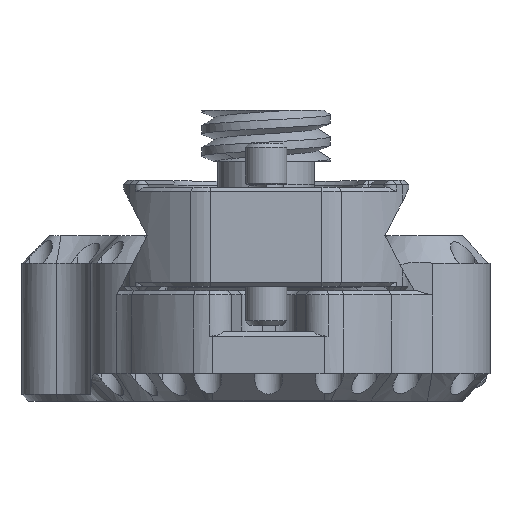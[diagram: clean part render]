
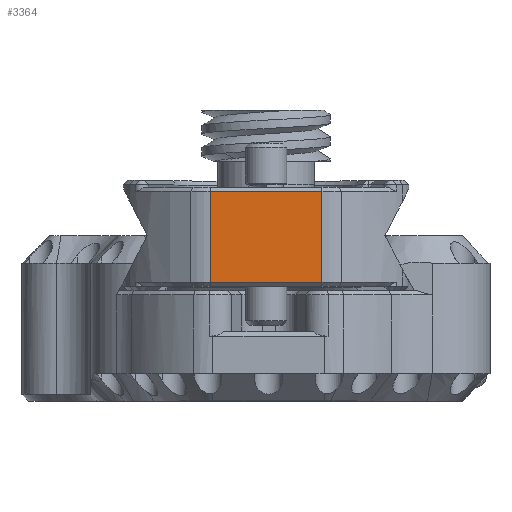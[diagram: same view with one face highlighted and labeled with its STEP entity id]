
A CAD part, top view. The second image highlights one B-rep face of the part: STEP entity #3364.
In plain terms, the highlighted planar face has unit normal (0, 0, 1).
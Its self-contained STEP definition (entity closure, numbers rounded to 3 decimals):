
#2164=FACE_OUTER_BOUND('',#8188,.T.);
#3364=ADVANCED_FACE('',(#2164),#4403,.F.);
#4403=PLANE('',#23188);
#5088=LINE('',#43010,#6588);
#5090=LINE('',#43016,#6590);
#5165=LINE('',#43302,#6665);
#5166=LINE('',#43304,#6666);
#6588=VECTOR('',#25943,1.);
#6590=VECTOR('',#25951,1.);
#6665=VECTOR('',#26238,1.);
#6666=VECTOR('',#26241,1.);
#8188=EDGE_LOOP('',(#10861,#10862,#10863,#10864));
#10861=ORIENTED_EDGE('',*,*,#18984,.T.);
#10862=ORIENTED_EDGE('',*,*,#18981,.T.);
#10863=ORIENTED_EDGE('',*,*,#19116,.T.);
#10864=ORIENTED_EDGE('',*,*,#19117,.F.);
#16508=VERTEX_POINT('',#43007);
#16509=VERTEX_POINT('',#43011);
#16510=VERTEX_POINT('',#43017);
#16590=VERTEX_POINT('',#43299);
#18981=EDGE_CURVE('',#16509,#16508,#5088,.T.);
#18984=EDGE_CURVE('',#16510,#16509,#5090,.T.);
#19116=EDGE_CURVE('',#16508,#16590,#5165,.T.);
#19117=EDGE_CURVE('',#16510,#16590,#5166,.T.);
#23188=AXIS2_PLACEMENT_3D('',#43305,#26242,#26243);
#25943=DIRECTION('',(-1.,0.,0.));
#25951=DIRECTION('',(0.,1.,0.));
#26238=DIRECTION('',(0.,-1.,0.));
#26241=DIRECTION('',(-1.,0.,0.));
#26242=DIRECTION('',(0.,0.,-1.));
#26243=DIRECTION('',(-1.,0.,0.));
#43007=CARTESIAN_POINT('',(3.126,2.273,21.703));
#43010=CARTESIAN_POINT('',(11.225,2.273,21.703));
#43011=CARTESIAN_POINT('',(11.225,2.273,21.703));
#43016=CARTESIAN_POINT('',(11.225,-4.327,21.703));
#43017=CARTESIAN_POINT('',(11.225,-4.327,21.703));
#43299=CARTESIAN_POINT('',(3.126,-4.327,21.703));
#43302=CARTESIAN_POINT('',(3.126,2.273,21.703));
#43304=CARTESIAN_POINT('',(11.225,-4.327,21.703));
#43305=CARTESIAN_POINT('',(-6.025,-4.927,21.703));
